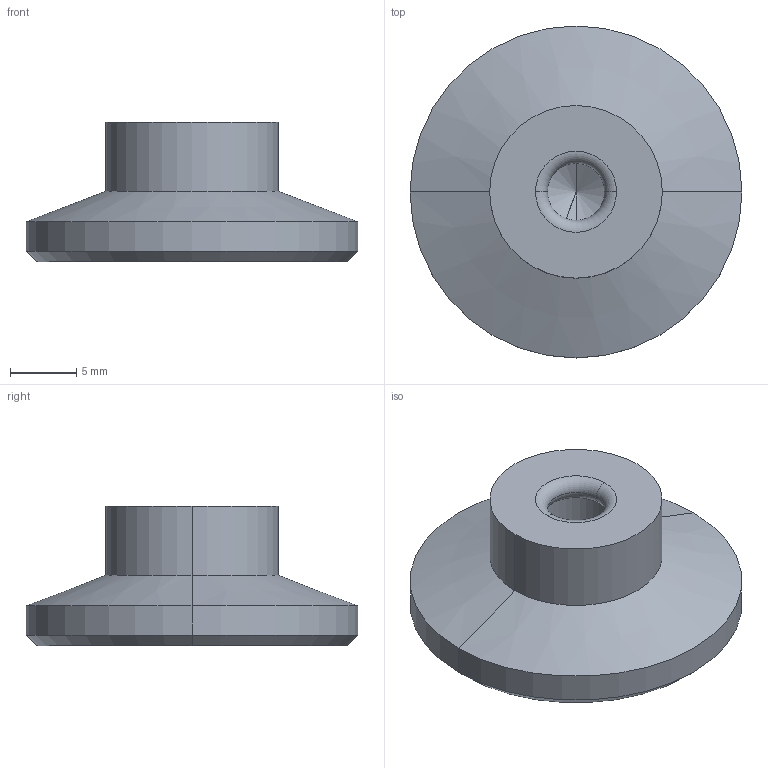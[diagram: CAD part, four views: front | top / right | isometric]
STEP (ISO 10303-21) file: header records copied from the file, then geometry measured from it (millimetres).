
FILE_DESCRIPTION(('STEP AP214'),'1');
FILE_NAME(' ',' ',('TraceParts'),('TraceParts S.A.'),'XStep 1.0',' ',' ');
FILE_SCHEMA(('automotive_design'));
Length unit declared in the file: millimetre
Products named in the file (1): 1
Bounding box: 25 x 25 x 10.5 mm (x, y, z)
Volume: 2664.2 mm3; surface area: 1531.2 mm2
Topology: 1 solids, 1 shells, 18 faces, 39 edges, 22 vertices
Faces by surface type: cone 6, cylinder 6, torus 4, plane 2
Entity records: 945 total; most frequent: DIRECTION 100, STYLED_ITEM 78, PRESENTATION_STYLE_ASSIGNMENT 78, CARTESIAN_POINT 78, COLOUR_RGB 78, ORIENTED_EDGE 74, AXIS2_PLACEMENT_3D 44, EDGE_CURVE 37
